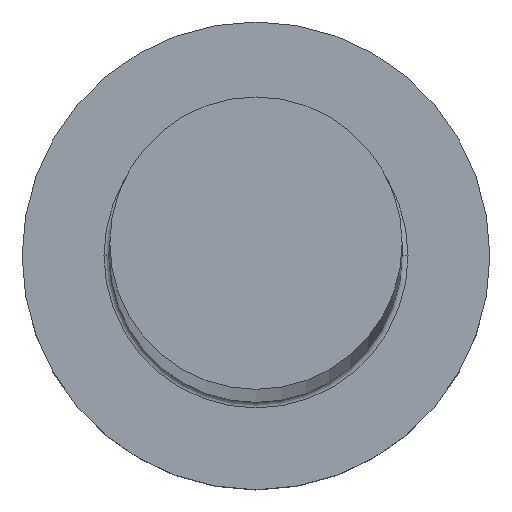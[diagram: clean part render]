
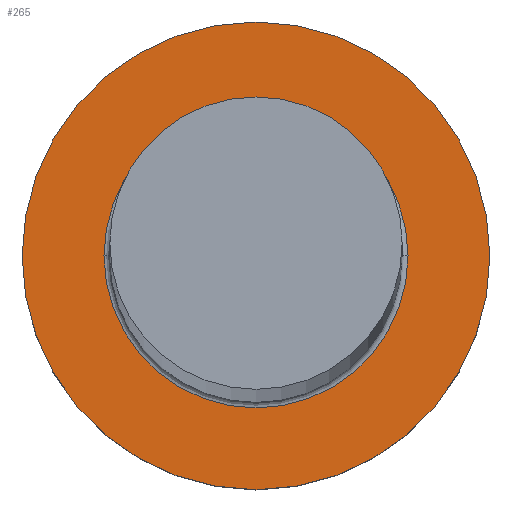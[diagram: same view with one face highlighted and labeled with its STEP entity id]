
A CAD part, top view. The second image highlights one B-rep face of the part: STEP entity #265.
In plain terms, the highlighted planar face has unit normal (0, 0, 1).
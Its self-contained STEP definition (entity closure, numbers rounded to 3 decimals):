
#3 = CIRCLE ( 'NONE', #41, 5.2 ) ;
#9 = DIRECTION ( 'NONE',  ( 0., 0., 1. ) ) ;
#13 = CARTESIAN_POINT ( 'NONE',  ( 5.2, 0., 5. ) ) ;
#15 = CARTESIAN_POINT ( 'NONE',  ( -8., 0., 5. ) ) ;
#24 = EDGE_CURVE ( 'NONE', #194, #284, #109, .T. ) ;
#28 = AXIS2_PLACEMENT_3D ( 'NONE', #36, #110, #135 ) ;
#36 = CARTESIAN_POINT ( 'NONE',  ( 0., 0., 5. ) ) ;
#41 = AXIS2_PLACEMENT_3D ( 'NONE', #208, #229, #280 ) ;
#44 = CIRCLE ( 'NONE', #220, 5.2 ) ;
#61 = CARTESIAN_POINT ( 'NONE',  ( 8., 0., 5. ) ) ;
#63 = DIRECTION ( 'NONE',  ( 1., 0., 0. ) ) ;
#70 = ORIENTED_EDGE ( 'NONE', *, *, #24, .T. ) ;
#74 = CARTESIAN_POINT ( 'NONE',  ( 0., 0., 5. ) ) ;
#87 = DIRECTION ( 'NONE',  ( 1., 0., 0. ) ) ;
#108 = DIRECTION ( 'NONE',  ( 0., 0., 1. ) ) ;
#109 = CIRCLE ( 'NONE', #158, 8. ) ;
#110 = DIRECTION ( 'NONE',  ( 0., 0., 1. ) ) ;
#112 = CIRCLE ( 'NONE', #28, 8. ) ;
#130 = DIRECTION ( 'NONE',  ( 0., 0., -1. ) ) ;
#135 = DIRECTION ( 'NONE',  ( 1., 0., 0. ) ) ;
#137 = CARTESIAN_POINT ( 'NONE',  ( 0., 0., 5. ) ) ;
#147 = ORIENTED_EDGE ( 'NONE', *, *, #221, .T. ) ;
#158 = AXIS2_PLACEMENT_3D ( 'NONE', #74, #9, #200 ) ;
#160 = CARTESIAN_POINT ( 'NONE',  ( 0., 0., 5. ) ) ;
#167 = EDGE_LOOP ( 'NONE', ( #147, #196 ) ) ;
#190 = EDGE_CURVE ( 'NONE', #240, #249, #3, .T. ) ;
#192 = EDGE_LOOP ( 'NONE', ( #285, #70 ) ) ;
#194 = VERTEX_POINT ( 'NONE', #61 ) ;
#196 = ORIENTED_EDGE ( 'NONE', *, *, #190, .T. ) ;
#200 = DIRECTION ( 'NONE',  ( 1., 0., 0. ) ) ;
#201 = AXIS2_PLACEMENT_3D ( 'NONE', #137, #108, #87 ) ;
#208 = CARTESIAN_POINT ( 'NONE',  ( 0., 0., 5. ) ) ;
#217 = EDGE_CURVE ( 'NONE', #284, #194, #112, .T. ) ;
#220 = AXIS2_PLACEMENT_3D ( 'NONE', #160, #130, #63 ) ;
#221 = EDGE_CURVE ( 'NONE', #249, #240, #44, .T. ) ;
#228 = FACE_OUTER_BOUND ( 'NONE', #192, .T. ) ;
#229 = DIRECTION ( 'NONE',  ( 0., 0., -1. ) ) ;
#240 = VERTEX_POINT ( 'NONE', #277 ) ;
#249 = VERTEX_POINT ( 'NONE', #13 ) ;
#265 = ADVANCED_FACE ( 'NONE', ( #304, #228 ), #297, .T. ) ;
#277 = CARTESIAN_POINT ( 'NONE',  ( -5.2, 0., 5. ) ) ;
#280 = DIRECTION ( 'NONE',  ( 1., 0., 0. ) ) ;
#284 = VERTEX_POINT ( 'NONE', #15 ) ;
#285 = ORIENTED_EDGE ( 'NONE', *, *, #217, .T. ) ;
#297 = PLANE ( 'NONE',  #201 ) ;
#304 = FACE_BOUND ( 'NONE', #167, .T. ) ;
